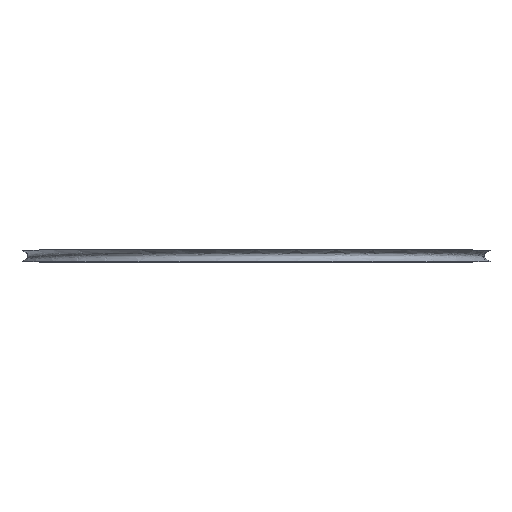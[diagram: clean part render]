
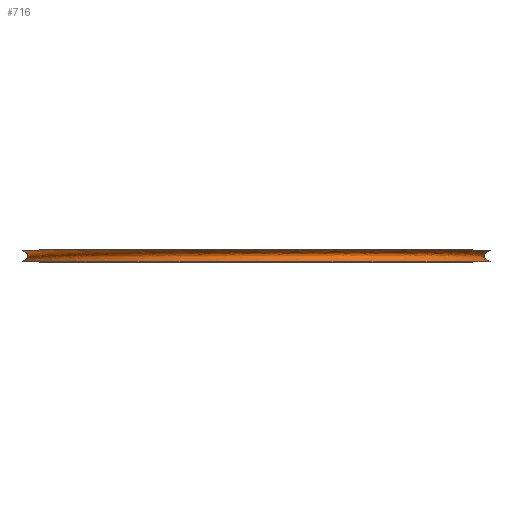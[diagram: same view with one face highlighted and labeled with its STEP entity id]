
A CAD part, top view. The second image highlights one B-rep face of the part: STEP entity #716.
In plain terms, the highlighted free-form (B-spline) face has degree [2, 3] with [3, 4] control points.
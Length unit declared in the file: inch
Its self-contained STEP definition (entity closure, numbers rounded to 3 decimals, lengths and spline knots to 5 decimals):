
#49 = VERTEX_POINT ( 'NONE', #179 ) ;
#72 = VERTEX_POINT ( 'NONE', #615 ) ;
#99 = CARTESIAN_POINT ( 'NONE',  ( 2.5, 0.125, 0. ) ) ;
#133 = B_SPLINE_CURVE_WITH_KNOTS ( 'NONE', 2,
 ( #235, #592, #317 ),
 .UNSPECIFIED., .F., .F.,
 ( 3, 3 ),
 ( 0., 1. ),
 .UNSPECIFIED. ) ;
#144 = EDGE_CURVE ( 'NONE', #958, #299, #654, .T. ) ;
#178 = CARTESIAN_POINT ( 'NONE',  ( -2.375, 0.0625, 0. ) ) ;
#179 = CARTESIAN_POINT ( 'NONE',  ( -2.5, 0.125, 0. ) ) ;
#189 = FACE_OUTER_BOUND ( 'NONE', #702, .T. ) ;
#235 = CARTESIAN_POINT ( 'NONE',  ( 2.5, 0.125, 0. ) ) ;
#259 = CARTESIAN_POINT ( 'NONE',  ( -2.5, 0.125, 5. ) ) ;
#273 = EDGE_CURVE ( 'NONE', #72, #49, #506, .T. ) ;
#299 = VERTEX_POINT ( 'NONE', #879 ) ;
#300 = DIRECTION ( 'NONE',  ( 0., 0., -1. ) ) ;
#303 = DIRECTION ( 'NONE',  ( 0., -1., 0. ) ) ;
#317 = CARTESIAN_POINT ( 'NONE',  ( 2.5, 0., 0. ) ) ;
#344 = CARTESIAN_POINT ( 'NONE',  ( 2.5, 0., 0. ) ) ;
#506 = CIRCLE ( 'NONE', #772, 2.5 ) ;
#510 = CARTESIAN_POINT ( 'NONE',  ( 2.5, 0., 5. ) ) ;
#515 = CARTESIAN_POINT ( 'NONE',  ( 2.5, 0.125, 5. ) ) ;
#522 = CARTESIAN_POINT ( 'NONE',  ( -2.375, 0.0625, 4.75 ) ) ;
#544 = DIRECTION ( 'NONE',  ( 0., -1., 0. ) ) ;
#549 = EDGE_CURVE ( 'NONE', #72, #958, #133, .T. ) ;
#559 = CARTESIAN_POINT ( 'NONE',  ( 0., 0.125, 0. ) ) ;
#592 = CARTESIAN_POINT ( 'NONE',  ( 2.375, 0.0625, 0. ) ) ;
#615 = CARTESIAN_POINT ( 'NONE',  ( 2.5, 0.125, 0. ) ) ;
#624 = ORIENTED_EDGE ( 'NONE', *, *, #273, .T. ) ;
#654 = CIRCLE ( 'NONE', #1016, 2.5 ) ;
#682 = CARTESIAN_POINT ( 'NONE',  ( -2.5, 0., 0. ) ) ;
#693 = CARTESIAN_POINT ( 'NONE',  ( -2.5, 0.125, 0. ) ) ;
#702 = EDGE_LOOP ( 'NONE', ( #945, #624, #876, #937 ) ) ;
#716 = ADVANCED_FACE ( 'NONE', ( #189 ), #940, .F. ) ;
#765 = CARTESIAN_POINT ( 'NONE',  ( -2.5, 0., 0. ) ) ;
#766 = CARTESIAN_POINT ( 'NONE',  ( 2.375, 0.0625, 0. ) ) ;
#772 = AXIS2_PLACEMENT_3D ( 'NONE', #559, #303, #300 ) ;
#847 = CARTESIAN_POINT ( 'NONE',  ( -2.5, 0., 5. ) ) ;
#876 = ORIENTED_EDGE ( 'NONE', *, *, #895, .T. ) ;
#879 = CARTESIAN_POINT ( 'NONE',  ( -2.5, 0., 0. ) ) ;
#895 = EDGE_CURVE ( 'NONE', #49, #299, #964, .T. ) ;
#935 = CARTESIAN_POINT ( 'NONE',  ( 2.5, 0., 0. ) ) ;
#937 = ORIENTED_EDGE ( 'NONE', *, *, #144, .F. ) ;
#940 =( BOUNDED_SURFACE ( )  B_SPLINE_SURFACE ( 2, 3, ( 
 ( #99, #515, #259, #693 ),
 ( #766, #1008, #522, #178 ),
 ( #344, #510, #847, #682 ) ),
 .UNSPECIFIED., .F., .F., .T. ) 
 B_SPLINE_SURFACE_WITH_KNOTS ( ( 3, 3 ),
 ( 4, 4 ),
 ( 0., 1. ),
 ( 0., 1. ),
 .UNSPECIFIED. ) 
 GEOMETRIC_REPRESENTATION_ITEM ( )  RATIONAL_B_SPLINE_SURFACE ( (
 ( 1., 0.333, 0.333, 1.),
 ( 1., 0.333, 0.333, 1.),
 ( 1., 0.333, 0.333, 1.) ) ) 
 REPRESENTATION_ITEM ( '' )  SURFACE ( )  );
#942 = CARTESIAN_POINT ( 'NONE',  ( 0., 0., 0. ) ) ;
#945 = ORIENTED_EDGE ( 'NONE', *, *, #549, .F. ) ;
#953 = DIRECTION ( 'NONE',  ( 0., 0., -1. ) ) ;
#958 = VERTEX_POINT ( 'NONE', #935 ) ;
#964 = B_SPLINE_CURVE_WITH_KNOTS ( 'NONE', 2,
 ( #1022, #1017, #765 ),
 .UNSPECIFIED., .F., .F.,
 ( 3, 3 ),
 ( 0., 1. ),
 .UNSPECIFIED. ) ;
#1008 = CARTESIAN_POINT ( 'NONE',  ( 2.375, 0.0625, 4.75 ) ) ;
#1016 = AXIS2_PLACEMENT_3D ( 'NONE', #942, #544, #953 ) ;
#1017 = CARTESIAN_POINT ( 'NONE',  ( -2.375, 0.0625, 0. ) ) ;
#1022 = CARTESIAN_POINT ( 'NONE',  ( -2.5, 0.125, 0. ) ) ;
